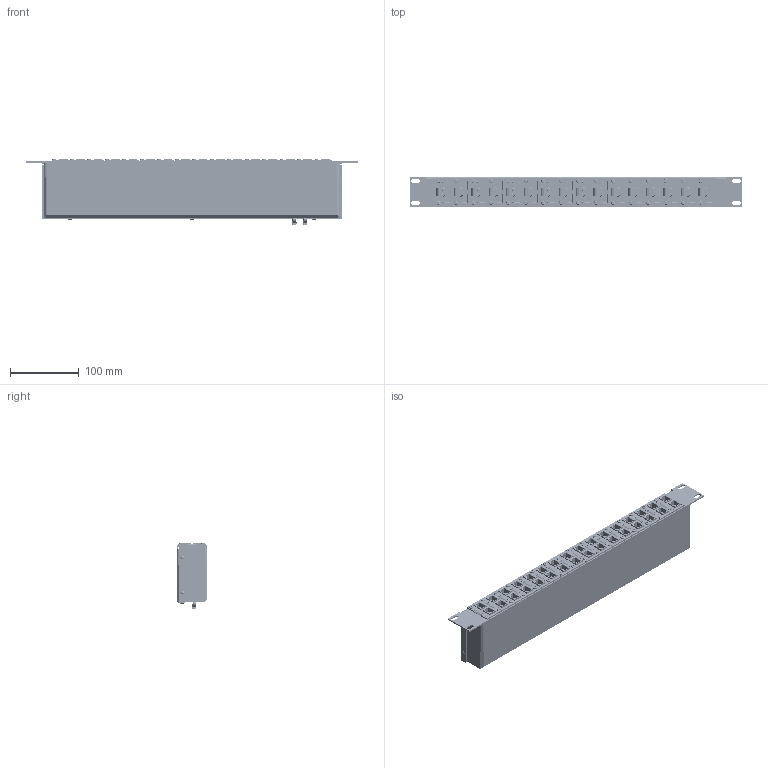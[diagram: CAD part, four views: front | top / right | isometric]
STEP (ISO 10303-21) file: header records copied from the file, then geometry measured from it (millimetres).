
FILE_DESCRIPTION (( 'STEP AP214' ), '1' );
FILE_NAME ('1101-986-E.STEP', '2019-01-16T20:16:24', ( '' ), ( '' ), 'SwSTEP 2.0', 'SolidWorks 2018', '' );
FILE_SCHEMA (( 'AUTOMOTIVE_DESIGN' ));
Length unit declared in the file: inch
Products named in the file (159): 2004-172^2004-172-7; 2102-530; 1000-1269-F1.25; PEM SO-440-10 ZI--S; 2004-172-7; 2500-286; 2102-311; 121-500-001; 1101-986-E; PEM SO-440-10 ZI--S_PEM SO-440-10 ZI--S; 1000-1254 Base^1000-1254_Base_1000-1254; 2003-1052; 2003-2561; PEM FH-0420-8; 1000-1254; 2102-530_2102-530; 1000-1254 top^1000-1254; 2250-917-F1.25; 121-500-001_.175 Mat''l Thickness; 1000-1254_Base^1000-1254
Assembly tree (134 placements, depth 4):
  2004-172^2004-172-7
  PEM SO-440-10 ZI--S
  2500-286
  PEM SO-440-10 ZI--S
  PEM SO-440-10 ZI--S
Bounding box: 482.6 x 44.5 x 97.27 mm (x, y, z)
Volume: 344413.8 mm3; surface area: 355103.3 mm2
Topology: 132 solids, 132 shells, 18128 faces, 46884 edges, 30100 vertices
Faces by surface type: plane 7156, cylinder 6402, bspline 2656, cone 1620, torus 294
Entity records: 110657 total; most frequent: CARTESIAN_POINT 40027, ORIENTED_EDGE 11472, DIRECTION 9192, EDGE_CURVE 5736, VECTOR 3724, LINE 3724, VERTEX_POINT 3688, AXIS2_PLACEMENT_3D 2734
